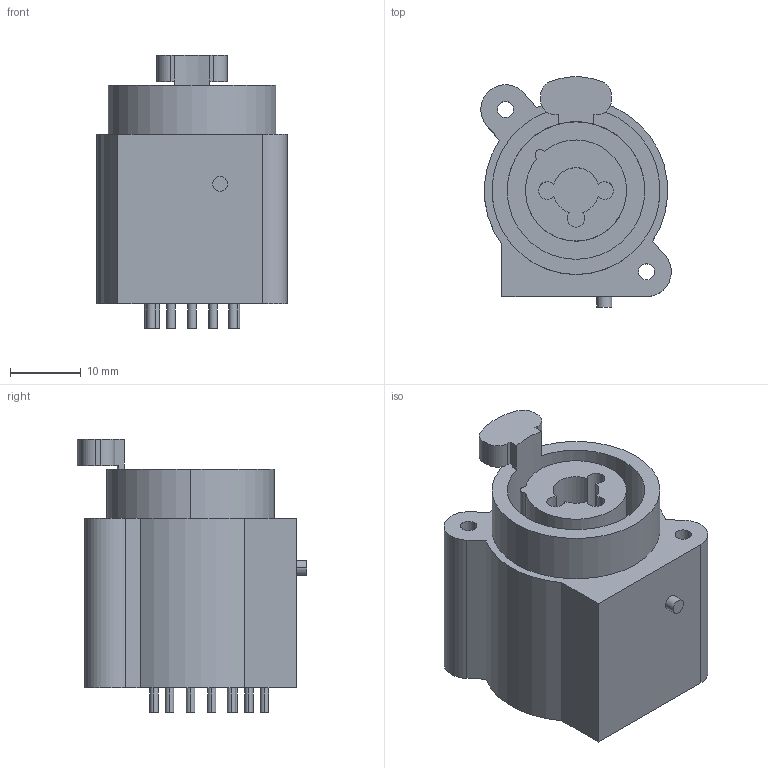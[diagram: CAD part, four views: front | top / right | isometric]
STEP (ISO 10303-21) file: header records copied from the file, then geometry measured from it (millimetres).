
FILE_DESCRIPTION((''),'2;1');
FILE_NAME('D-NCJ10FI-V','2010-12-07T',('odo'),(''),'PRO/ENGINEER BY PARAMETRIC TECHNOLOGY CORPORATION, 2009220','PRO/ENGINEER BY PARAMETRIC TECHNOLOGY CORPORATION, 2009220','');
FILE_SCHEMA(('AUTOMOTIVE_DESIGN_CC2 { 1 2 10303 214 -1 1 5 2 }'));
Length unit declared in the file: millimetre
Products named in the file (1): D-NCJ10FI-V
Bounding box: 26.99 x 32.59 x 38.7 mm (x, y, z)
Volume: 16515.3 mm3; surface area: 6936.5 mm2
Topology: 1 solids, 1 shells, 81 faces, 189 edges, 126 vertices
Faces by surface type: cylinder 50, plane 31
Entity records: 2596 total; most frequent: DIRECTION 453, CARTESIAN_POINT 396, ORIENTED_EDGE 378, COLOUR_RGB 209, EDGE_CURVE 189, AXIS2_PLACEMENT_3D 183, VERTEX_POINT 126, CIRCLE 102
